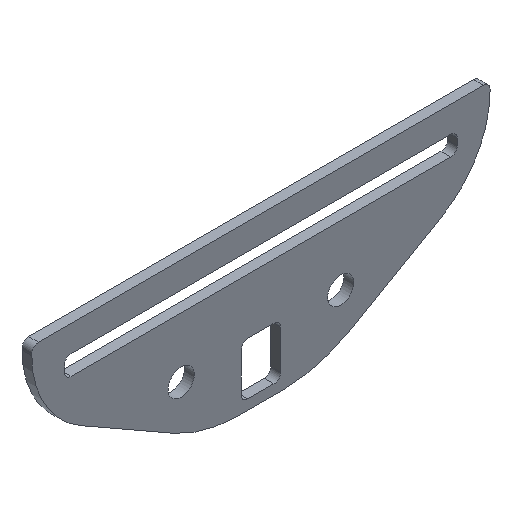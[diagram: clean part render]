
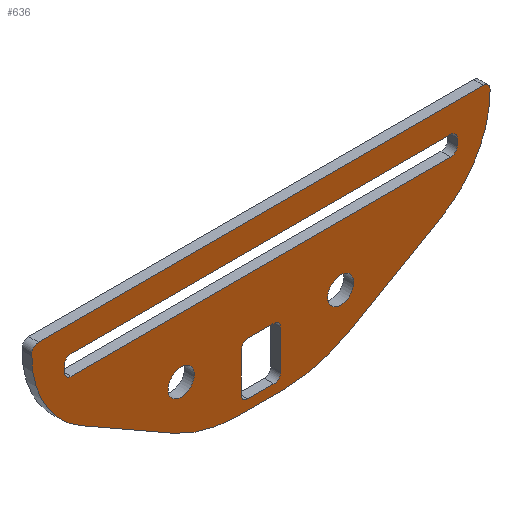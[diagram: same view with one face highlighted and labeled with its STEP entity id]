
A CAD part, isometric view. The second image highlights one B-rep face of the part: STEP entity #636.
In plain terms, the highlighted planar face has unit normal (0, -1, 0).
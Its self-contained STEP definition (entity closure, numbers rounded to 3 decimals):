
#19=FACE_BOUND('',#107,.T.);
#20=FACE_BOUND('',#108,.T.);
#21=FACE_BOUND('',#109,.T.);
#22=FACE_BOUND('',#110,.T.);
#38=PLANE('',#714);
#70=FACE_OUTER_BOUND('',#106,.T.);
#106=EDGE_LOOP('',(#559,#560,#561,#562,#563,#564,#565,#566,#567,#568,#569,
#570));
#107=EDGE_LOOP('',(#571,#572,#573,#574,#575,#576,#577,#578));
#108=EDGE_LOOP('',(#579,#580,#581,#582,#583,#584,#585,#586));
#109=EDGE_LOOP('',(#587));
#110=EDGE_LOOP('',(#588));
#113=LINE('',#919,#171);
#118=LINE('',#933,#176);
#122=LINE('',#945,#180);
#126=LINE('',#957,#184);
#129=LINE('',#967,#187);
#134=LINE('',#981,#192);
#138=LINE('',#993,#196);
#142=LINE('',#1005,#200);
#147=LINE('',#1023,#205);
#151=LINE('',#1035,#209);
#155=LINE('',#1047,#213);
#159=LINE('',#1059,#217);
#163=LINE('',#1071,#221);
#167=LINE('',#1082,#225);
#171=VECTOR('',#733,10.);
#176=VECTOR('',#746,10.);
#180=VECTOR('',#758,10.);
#184=VECTOR('',#770,10.);
#187=VECTOR('',#781,10.);
#192=VECTOR('',#794,10.);
#196=VECTOR('',#806,10.);
#200=VECTOR('',#818,10.);
#205=VECTOR('',#837,10.);
#209=VECTOR('',#849,10.);
#213=VECTOR('',#861,10.);
#217=VECTOR('',#873,10.);
#221=VECTOR('',#885,10.);
#225=VECTOR('',#897,10.);
#228=CIRCLE('',#653,2.);
#230=CIRCLE('',#656,2.);
#231=CIRCLE('',#659,1.);
#233=CIRCLE('',#663,1.);
#235=CIRCLE('',#667,1.);
#237=CIRCLE('',#671,1.);
#239=CIRCLE('',#675,1.);
#241=CIRCLE('',#679,1.);
#243=CIRCLE('',#683,1.);
#245=CIRCLE('',#687,1.);
#247=CIRCLE('',#690,20.);
#249=CIRCLE('',#694,15.);
#251=CIRCLE('',#698,1.);
#253=CIRCLE('',#702,1.);
#255=CIRCLE('',#706,15.);
#257=CIRCLE('',#710,20.);
#260=VERTEX_POINT('',#907);
#262=VERTEX_POINT('',#913);
#263=VERTEX_POINT('',#917);
#264=VERTEX_POINT('',#918);
#267=VERTEX_POINT('',#926);
#269=VERTEX_POINT('',#932);
#271=VERTEX_POINT('',#938);
#273=VERTEX_POINT('',#944);
#275=VERTEX_POINT('',#950);
#277=VERTEX_POINT('',#956);
#279=VERTEX_POINT('',#965);
#280=VERTEX_POINT('',#966);
#283=VERTEX_POINT('',#974);
#285=VERTEX_POINT('',#980);
#287=VERTEX_POINT('',#986);
#289=VERTEX_POINT('',#992);
#291=VERTEX_POINT('',#998);
#293=VERTEX_POINT('',#1004);
#295=VERTEX_POINT('',#1013);
#296=VERTEX_POINT('',#1014);
#299=VERTEX_POINT('',#1022);
#301=VERTEX_POINT('',#1028);
#303=VERTEX_POINT('',#1034);
#305=VERTEX_POINT('',#1040);
#307=VERTEX_POINT('',#1046);
#309=VERTEX_POINT('',#1052);
#311=VERTEX_POINT('',#1058);
#313=VERTEX_POINT('',#1064);
#315=VERTEX_POINT('',#1070);
#317=VERTEX_POINT('',#1076);
#321=EDGE_CURVE('',#260,#260,#228,.T.);
#324=EDGE_CURVE('',#262,#262,#230,.T.);
#325=EDGE_CURVE('',#263,#264,#113,.T.);
#329=EDGE_CURVE('',#267,#263,#231,.T.);
#332=EDGE_CURVE('',#269,#267,#118,.T.);
#335=EDGE_CURVE('',#271,#269,#233,.T.);
#338=EDGE_CURVE('',#273,#271,#122,.T.);
#341=EDGE_CURVE('',#275,#273,#235,.T.);
#344=EDGE_CURVE('',#277,#275,#126,.T.);
#347=EDGE_CURVE('',#264,#277,#237,.T.);
#349=EDGE_CURVE('',#279,#280,#129,.T.);
#353=EDGE_CURVE('',#283,#279,#239,.T.);
#356=EDGE_CURVE('',#285,#283,#134,.T.);
#359=EDGE_CURVE('',#287,#285,#241,.T.);
#362=EDGE_CURVE('',#289,#287,#138,.T.);
#365=EDGE_CURVE('',#291,#289,#243,.T.);
#368=EDGE_CURVE('',#293,#291,#142,.T.);
#371=EDGE_CURVE('',#280,#293,#245,.T.);
#373=EDGE_CURVE('',#295,#296,#247,.T.);
#377=EDGE_CURVE('',#295,#299,#147,.T.);
#380=EDGE_CURVE('',#301,#299,#249,.T.);
#383=EDGE_CURVE('',#301,#303,#151,.T.);
#386=EDGE_CURVE('',#305,#303,#251,.T.);
#389=EDGE_CURVE('',#305,#307,#155,.T.);
#392=EDGE_CURVE('',#309,#307,#253,.T.);
#395=EDGE_CURVE('',#311,#309,#159,.T.);
#398=EDGE_CURVE('',#313,#311,#255,.T.);
#401=EDGE_CURVE('',#315,#313,#163,.T.);
#404=EDGE_CURVE('',#317,#315,#257,.T.);
#407=EDGE_CURVE('',#296,#317,#167,.T.);
#559=ORIENTED_EDGE('',*,*,#407,.F.);
#560=ORIENTED_EDGE('',*,*,#373,.F.);
#561=ORIENTED_EDGE('',*,*,#377,.T.);
#562=ORIENTED_EDGE('',*,*,#380,.F.);
#563=ORIENTED_EDGE('',*,*,#383,.T.);
#564=ORIENTED_EDGE('',*,*,#386,.F.);
#565=ORIENTED_EDGE('',*,*,#389,.T.);
#566=ORIENTED_EDGE('',*,*,#392,.F.);
#567=ORIENTED_EDGE('',*,*,#395,.F.);
#568=ORIENTED_EDGE('',*,*,#398,.F.);
#569=ORIENTED_EDGE('',*,*,#401,.F.);
#570=ORIENTED_EDGE('',*,*,#404,.F.);
#571=ORIENTED_EDGE('',*,*,#371,.F.);
#572=ORIENTED_EDGE('',*,*,#349,.F.);
#573=ORIENTED_EDGE('',*,*,#353,.F.);
#574=ORIENTED_EDGE('',*,*,#356,.F.);
#575=ORIENTED_EDGE('',*,*,#359,.F.);
#576=ORIENTED_EDGE('',*,*,#362,.F.);
#577=ORIENTED_EDGE('',*,*,#365,.F.);
#578=ORIENTED_EDGE('',*,*,#368,.F.);
#579=ORIENTED_EDGE('',*,*,#347,.F.);
#580=ORIENTED_EDGE('',*,*,#325,.F.);
#581=ORIENTED_EDGE('',*,*,#329,.F.);
#582=ORIENTED_EDGE('',*,*,#332,.F.);
#583=ORIENTED_EDGE('',*,*,#335,.F.);
#584=ORIENTED_EDGE('',*,*,#338,.F.);
#585=ORIENTED_EDGE('',*,*,#341,.F.);
#586=ORIENTED_EDGE('',*,*,#344,.F.);
#587=ORIENTED_EDGE('',*,*,#324,.F.);
#588=ORIENTED_EDGE('',*,*,#321,.F.);
#636=ADVANCED_FACE('',(#70,#19,#20,#21,#22),#38,.F.);
#653=AXIS2_PLACEMENT_3D('',#909,#722,#723);
#656=AXIS2_PLACEMENT_3D('',#915,#729,#730);
#659=AXIS2_PLACEMENT_3D('',#927,#739,#740);
#663=AXIS2_PLACEMENT_3D('',#939,#751,#752);
#667=AXIS2_PLACEMENT_3D('',#951,#763,#764);
#671=AXIS2_PLACEMENT_3D('',#962,#775,#776);
#675=AXIS2_PLACEMENT_3D('',#975,#787,#788);
#679=AXIS2_PLACEMENT_3D('',#987,#799,#800);
#683=AXIS2_PLACEMENT_3D('',#999,#811,#812);
#687=AXIS2_PLACEMENT_3D('',#1010,#823,#824);
#690=AXIS2_PLACEMENT_3D('',#1015,#829,#830);
#694=AXIS2_PLACEMENT_3D('',#1029,#842,#843);
#698=AXIS2_PLACEMENT_3D('',#1041,#854,#855);
#702=AXIS2_PLACEMENT_3D('',#1053,#866,#867);
#706=AXIS2_PLACEMENT_3D('',#1065,#878,#879);
#710=AXIS2_PLACEMENT_3D('',#1077,#890,#891);
#714=AXIS2_PLACEMENT_3D('',#1085,#901,#902);
#722=DIRECTION('center_axis',(0.,-1.,0.));
#723=DIRECTION('ref_axis',(1.,0.,0.));
#729=DIRECTION('center_axis',(0.,-1.,0.));
#730=DIRECTION('ref_axis',(1.,0.,0.));
#733=DIRECTION('',(1.,0.,0.));
#739=DIRECTION('center_axis',(0.,-1.,0.));
#740=DIRECTION('ref_axis',(0.,0.,-1.));
#746=DIRECTION('',(0.,0.,-1.));
#751=DIRECTION('center_axis',(0.,-1.,0.));
#752=DIRECTION('ref_axis',(-1.,0.,0.));
#758=DIRECTION('',(-1.,0.,0.));
#763=DIRECTION('center_axis',(0.,-1.,0.));
#764=DIRECTION('ref_axis',(0.,0.,1.));
#770=DIRECTION('',(0.,0.,1.));
#775=DIRECTION('center_axis',(0.,-1.,0.));
#776=DIRECTION('ref_axis',(1.,0.,0.));
#781=DIRECTION('',(0.,0.,1.));
#787=DIRECTION('center_axis',(0.,-1.,0.));
#788=DIRECTION('ref_axis',(1.,0.,0.));
#794=DIRECTION('',(1.,0.,0.));
#799=DIRECTION('center_axis',(0.,-1.,0.));
#800=DIRECTION('ref_axis',(0.,0.,-1.));
#806=DIRECTION('',(0.,0.,-1.));
#811=DIRECTION('center_axis',(0.,-1.,0.));
#812=DIRECTION('ref_axis',(-1.,0.,0.));
#818=DIRECTION('',(-1.,0.,0.));
#823=DIRECTION('center_axis',(0.,-1.,0.));
#824=DIRECTION('ref_axis',(0.,0.,1.));
#829=DIRECTION('center_axis',(0.,1.,0.));
#830=DIRECTION('ref_axis',(0.496,0.,-0.868));
#837=DIRECTION('',(0.868,0.,0.496));
#842=DIRECTION('center_axis',(0.,1.,0.));
#843=DIRECTION('ref_axis',(1.,0.,0.));
#849=DIRECTION('',(0.,0.,1.));
#854=DIRECTION('center_axis',(0.,1.,0.));
#855=DIRECTION('ref_axis',(0.,0.,1.));
#861=DIRECTION('',(-1.,0.,0.));
#866=DIRECTION('center_axis',(0.,1.,0.));
#867=DIRECTION('ref_axis',(-1.,0.,0.));
#873=DIRECTION('',(0.,0.,1.));
#878=DIRECTION('center_axis',(0.,1.,0.));
#879=DIRECTION('ref_axis',(-0.496,0.,-0.868));
#885=DIRECTION('',(-0.868,0.,0.496));
#890=DIRECTION('center_axis',(0.,1.,0.));
#891=DIRECTION('ref_axis',(0.,0.,-1.));
#897=DIRECTION('',(-1.,0.,0.));
#901=DIRECTION('center_axis',(0.,1.,0.));
#902=DIRECTION('ref_axis',(1.,0.,0.));
#907=CARTESIAN_POINT('',(10.181,0.,-10.682));
#909=CARTESIAN_POINT('Origin',(12.181,0.,-10.682));
#913=CARTESIAN_POINT('',(-14.181,0.,-10.682));
#915=CARTESIAN_POINT('Origin',(-12.181,0.,-10.682));
#917=CARTESIAN_POINT('',(-2.,0.,-18.));
#918=CARTESIAN_POINT('',(2.,0.,-18.));
#919=CARTESIAN_POINT('',(2.,0.,-18.));
#926=CARTESIAN_POINT('',(-3.,0.,-17.));
#927=CARTESIAN_POINT('Origin',(-2.,0.,-17.));
#932=CARTESIAN_POINT('',(-3.,0.,-11.));
#933=CARTESIAN_POINT('',(-3.,0.,-17.));
#938=CARTESIAN_POINT('',(-2.,0.,-10.));
#939=CARTESIAN_POINT('Origin',(-2.,0.,-11.));
#944=CARTESIAN_POINT('',(2.,0.,-10.));
#945=CARTESIAN_POINT('',(-2.,0.,-10.));
#950=CARTESIAN_POINT('',(3.,0.,-11.));
#951=CARTESIAN_POINT('Origin',(2.,0.,-11.));
#956=CARTESIAN_POINT('',(3.,0.,-17.));
#957=CARTESIAN_POINT('',(3.,0.,-11.));
#962=CARTESIAN_POINT('Origin',(2.,0.,-17.));
#965=CARTESIAN_POINT('',(30.,0.,-0.5));
#966=CARTESIAN_POINT('',(30.,0.,0.5));
#967=CARTESIAN_POINT('',(30.,0.,0.5));
#974=CARTESIAN_POINT('',(29.,0.,-1.5));
#975=CARTESIAN_POINT('Origin',(29.,0.,-0.5));
#980=CARTESIAN_POINT('',(-29.,0.,-1.5));
#981=CARTESIAN_POINT('',(29.,0.,-1.5));
#986=CARTESIAN_POINT('',(-30.,0.,-0.5));
#987=CARTESIAN_POINT('Origin',(-29.,0.,-0.5));
#992=CARTESIAN_POINT('',(-30.,0.,0.5));
#993=CARTESIAN_POINT('',(-30.,0.,-0.5));
#998=CARTESIAN_POINT('',(-29.,0.,1.5));
#999=CARTESIAN_POINT('Origin',(-29.,0.,0.5));
#1004=CARTESIAN_POINT('',(29.,0.,1.5));
#1005=CARTESIAN_POINT('',(-29.,0.,1.5));
#1010=CARTESIAN_POINT('Origin',(29.,0.,0.5));
#1013=CARTESIAN_POINT('',(13.361,0.,-16.865));
#1014=CARTESIAN_POINT('',(3.439,0.,-19.5));
#1015=CARTESIAN_POINT('Origin',(3.439,0.,0.5));
#1022=CARTESIAN_POINT('',(27.442,0.,-8.819));
#1023=CARTESIAN_POINT('',(13.361,0.,-16.865));
#1028=CARTESIAN_POINT('',(35.,0.,4.205));
#1029=CARTESIAN_POINT('Origin',(20.,0.,4.205));
#1034=CARTESIAN_POINT('',(35.,0.,4.5));
#1035=CARTESIAN_POINT('',(35.,0.,4.205));
#1040=CARTESIAN_POINT('',(34.,0.,5.5));
#1041=CARTESIAN_POINT('Origin',(34.,0.,4.5));
#1046=CARTESIAN_POINT('',(-34.,0.,5.5));
#1047=CARTESIAN_POINT('',(34.,0.,5.5));
#1052=CARTESIAN_POINT('',(-35.,0.,4.5));
#1053=CARTESIAN_POINT('Origin',(-34.,0.,4.5));
#1058=CARTESIAN_POINT('',(-35.,0.,4.205));
#1059=CARTESIAN_POINT('',(-35.,0.,4.205));
#1064=CARTESIAN_POINT('',(-27.442,0.,-8.819));
#1065=CARTESIAN_POINT('Origin',(-20.,0.,4.205));
#1070=CARTESIAN_POINT('',(-13.361,0.,-16.865));
#1071=CARTESIAN_POINT('',(-13.361,0.,-16.865));
#1076=CARTESIAN_POINT('',(-3.439,0.,-19.5));
#1077=CARTESIAN_POINT('Origin',(-3.439,0.,0.5));
#1082=CARTESIAN_POINT('',(0.,0.,-19.5));
#1085=CARTESIAN_POINT('Origin',(0.,0.,-7.));
